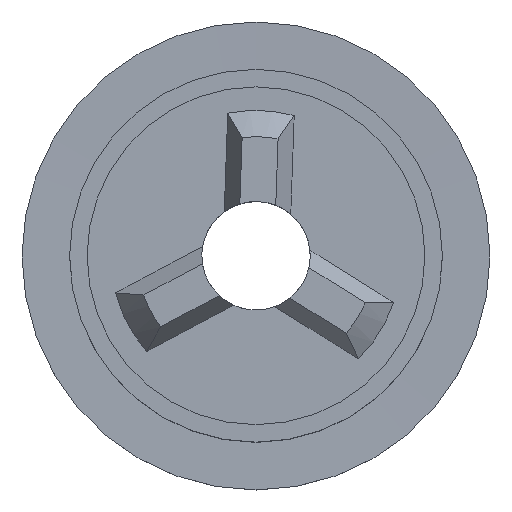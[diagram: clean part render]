
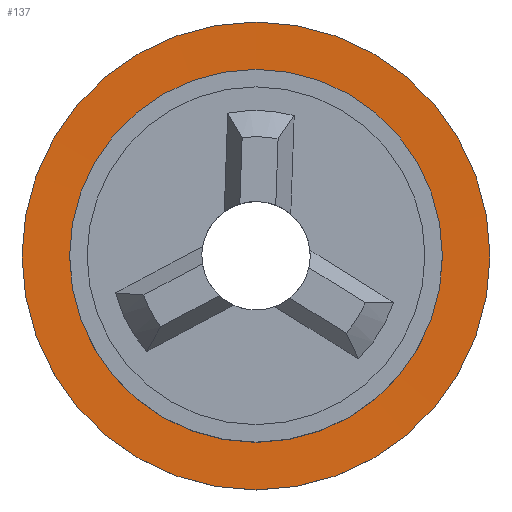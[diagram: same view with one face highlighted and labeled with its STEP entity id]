
A CAD part, top view. The second image highlights one B-rep face of the part: STEP entity #137.
In plain terms, the highlighted conical face has half-angle 89.3 degrees and reference radius 7.05 mm.
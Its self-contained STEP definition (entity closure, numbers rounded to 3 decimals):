
#61=CONICAL_SURFACE('',#549,7.05,89.3);
#137=ADVANCED_FACE('',(#177,#178),#61,.F.);
#177=FACE_BOUND('',#219,.T.);
#178=FACE_BOUND('',#220,.T.);
#219=EDGE_LOOP('',(#323));
#220=EDGE_LOOP('',(#324));
#323=ORIENTED_EDGE('',*,*,#418,.F.);
#324=ORIENTED_EDGE('',*,*,#417,.T.);
#365=VERTEX_POINT('',#874);
#366=VERTEX_POINT('',#877);
#417=EDGE_CURVE('',#365,#365,#443,.T.);
#418=EDGE_CURVE('',#366,#366,#444,.T.);
#443=CIRCLE('',#546,7.05);
#444=CIRCLE('',#548,8.85);
#546=AXIS2_PLACEMENT_3D('',#873,#664,#665);
#548=AXIS2_PLACEMENT_3D('',#876,#668,#669);
#549=AXIS2_PLACEMENT_3D('',#878,#670,#671);
#664=DIRECTION('',(0.,0.,-1.));
#665=DIRECTION('',(-1.,0.,0.));
#668=DIRECTION('',(0.,0.,-1.));
#669=DIRECTION('',(-1.,0.,0.));
#670=DIRECTION('',(0.,0.,1.));
#671=DIRECTION('',(1.,0.,0.));
#873=CARTESIAN_POINT('',(0.,0.,-4.932));
#874=CARTESIAN_POINT('',(-7.05,0.,-4.932));
#876=CARTESIAN_POINT('',(0.,0.,-4.91));
#877=CARTESIAN_POINT('',(-8.85,0.,-4.91));
#878=CARTESIAN_POINT('',(0.,0.,-4.932));
